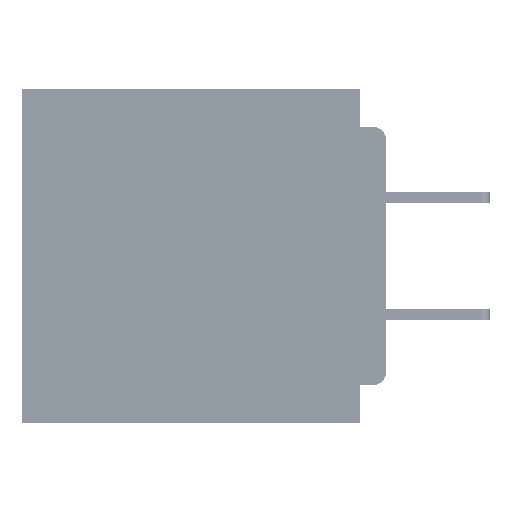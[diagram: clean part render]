
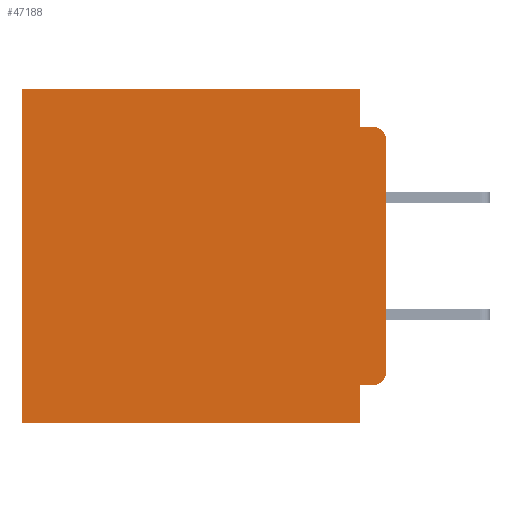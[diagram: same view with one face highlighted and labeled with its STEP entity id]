
A CAD part, left-side view. The second image highlights one B-rep face of the part: STEP entity #47188.
In plain terms, the highlighted planar face has unit normal (-1, 0, 0).
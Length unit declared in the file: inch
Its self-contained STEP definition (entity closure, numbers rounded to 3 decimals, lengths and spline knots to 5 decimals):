
#1489 = VERTEX_POINT ( 'NONE', #36905 ) ;
#2860 = LINE ( 'NONE', #44257, #58671 ) ;
#3540 = EDGE_CURVE ( 'NONE', #10872, #45985, #5054, .T. ) ;
#5054 = LINE ( 'NONE', #21794, #59125 ) ;
#6034 = VECTOR ( 'NONE', #40881, 39.37008 ) ;
#7865 = EDGE_CURVE ( 'NONE', #36244, #32232, #48838, .T. ) ;
#8282 = ORIENTED_EDGE ( 'NONE', *, *, #3540, .F. ) ;
#8469 = CARTESIAN_POINT ( 'NONE',  ( 0.3, 0.031, -0.4 ) ) ;
#10266 = DIRECTION ( 'NONE',  ( 0., 0., -1. ) ) ;
#10582 = DIRECTION ( 'NONE',  ( 0., 0., -1. ) ) ;
#10872 = VERTEX_POINT ( 'NONE', #18962 ) ;
#12668 = VERTEX_POINT ( 'NONE', #22236 ) ;
#14790 = VECTOR ( 'NONE', #52383, 39.37008 ) ;
#16297 = CARTESIAN_POINT ( 'NONE',  ( 0.3, 0., -0.4 ) ) ;
#17024 = VERTEX_POINT ( 'NONE', #52372 ) ;
#17362 = CARTESIAN_POINT ( 'NONE',  ( 0.3, 0.015, -0.06 ) ) ;
#17567 = DIRECTION ( 'NONE',  ( 0., 1., 0. ) ) ;
#18558 = CARTESIAN_POINT ( 'NONE',  ( 0.3, 0.031, 0. ) ) ;
#18962 = CARTESIAN_POINT ( 'NONE',  ( 0.3, 0.031, -0.045 ) ) ;
#19913 = VECTOR ( 'NONE', #21721, 39.37008 ) ;
#20399 = LINE ( 'NONE', #62380, #6034 ) ;
#21721 = DIRECTION ( 'NONE',  ( 0., 0., -1. ) ) ;
#21762 = VECTOR ( 'NONE', #10266, 39.37008 ) ;
#21794 = CARTESIAN_POINT ( 'NONE',  ( 0.3, 0., -0.045 ) ) ;
#22236 = CARTESIAN_POINT ( 'NONE',  ( 0.3, 0.437, -0.4 ) ) ;
#22492 = EDGE_CURVE ( 'NONE', #42023, #17024, #65042, .T. ) ;
#22790 = DIRECTION ( 'NONE',  ( 0., 0., -1. ) ) ;
#22793 = CARTESIAN_POINT ( 'NONE',  ( 0.3, 0.437, 0. ) ) ;
#25198 = CARTESIAN_POINT ( 'NONE',  ( 0.3, 0., -0.4 ) ) ;
#25791 = EDGE_CURVE ( 'NONE', #61417, #12668, #34981, .T. ) ;
#26274 = AXIS2_PLACEMENT_3D ( 'NONE', #53604, #42890, #10582 ) ;
#27243 = DIRECTION ( 'NONE',  ( 0., -1., 0. ) ) ;
#28102 = VERTEX_POINT ( 'NONE', #18558 ) ;
#30396 = ORIENTED_EDGE ( 'NONE', *, *, #65943, .F. ) ;
#30912 = CARTESIAN_POINT ( 'NONE',  ( 0.3, 0.015, -0.355 ) ) ;
#30972 = CARTESIAN_POINT ( 'NONE',  ( 0.3, 0.015, -0.34 ) ) ;
#32185 = ORIENTED_EDGE ( 'NONE', *, *, #7865, .F. ) ;
#32232 = VERTEX_POINT ( 'NONE', #8469 ) ;
#32424 = CARTESIAN_POINT ( 'NONE',  ( 0.3, 0.015, -0.045 ) ) ;
#33302 = VECTOR ( 'NONE', #60947, 39.37008 ) ;
#34042 = ORIENTED_EDGE ( 'NONE', *, *, #25791, .T. ) ;
#34981 = LINE ( 'NONE', #44431, #33302 ) ;
#36244 = VERTEX_POINT ( 'NONE', #56960 ) ;
#36382 = DIRECTION ( 'NONE',  ( 0., 0., -1. ) ) ;
#36905 = CARTESIAN_POINT ( 'NONE',  ( 0.3, 0., -0.06 ) ) ;
#37475 = PLANE ( 'NONE',  #26274 ) ;
#38619 = AXIS2_PLACEMENT_3D ( 'NONE', #17362, #55175, #22790 ) ;
#39665 = ORIENTED_EDGE ( 'NONE', *, *, #58054, .T. ) ;
#39832 = ORIENTED_EDGE ( 'NONE', *, *, #43247, .F. ) ;
#40881 = DIRECTION ( 'NONE',  ( 0., 1., 0. ) ) ;
#42023 = VERTEX_POINT ( 'NONE', #30912 ) ;
#42589 = CARTESIAN_POINT ( 'NONE',  ( 0.3, 0.031, -0.4 ) ) ;
#42890 = DIRECTION ( 'NONE',  ( 1., 0., 0. ) ) ;
#43026 = EDGE_CURVE ( 'NONE', #28102, #61417, #51731, .T. ) ;
#43247 = EDGE_CURVE ( 'NONE', #42023, #36244, #20399, .T. ) ;
#43366 = AXIS2_PLACEMENT_3D ( 'NONE', #30972, #68686, #36382 ) ;
#43582 = ORIENTED_EDGE ( 'NONE', *, *, #52521, .F. ) ;
#44257 = CARTESIAN_POINT ( 'NONE',  ( 0.3, 0.031, 0. ) ) ;
#44431 = CARTESIAN_POINT ( 'NONE',  ( 0.3, 0.437, -0.4 ) ) ;
#45171 = LINE ( 'NONE', #25198, #14790 ) ;
#45985 = VERTEX_POINT ( 'NONE', #32424 ) ;
#46700 = EDGE_CURVE ( 'NONE', #1489, #17024, #48680, .T. ) ;
#47188 = ADVANCED_FACE ( 'NONE', ( #62915 ), #37475, .F. ) ;
#48344 = VECTOR ( 'NONE', #17567, 39.37008 ) ;
#48680 = LINE ( 'NONE', #16297, #19913 ) ;
#48838 = LINE ( 'NONE', #42589, #21762 ) ;
#50403 = EDGE_LOOP ( 'NONE', ( #66017, #39665, #8282, #30396, #58590, #34042, #43582, #32185, #39832, #57506 ) ) ;
#51731 = LINE ( 'NONE', #65921, #48344 ) ;
#52372 = CARTESIAN_POINT ( 'NONE',  ( 0.3, 0., -0.34 ) ) ;
#52383 = DIRECTION ( 'NONE',  ( 0., 1., 0. ) ) ;
#52521 = EDGE_CURVE ( 'NONE', #32232, #12668, #45171, .T. ) ;
#53604 = CARTESIAN_POINT ( 'NONE',  ( 0.3, 0., -0.4 ) ) ;
#55175 = DIRECTION ( 'NONE',  ( -1., 0., 0. ) ) ;
#56960 = CARTESIAN_POINT ( 'NONE',  ( 0.3, 0.031, -0.355 ) ) ;
#57506 = ORIENTED_EDGE ( 'NONE', *, *, #22492, .T. ) ;
#58054 = EDGE_CURVE ( 'NONE', #1489, #45985, #59472, .T. ) ;
#58590 = ORIENTED_EDGE ( 'NONE', *, *, #43026, .T. ) ;
#58671 = VECTOR ( 'NONE', #60562, 39.37008 ) ;
#59125 = VECTOR ( 'NONE', #27243, 39.37008 ) ;
#59472 = CIRCLE ( 'NONE', #38619, 0.015 ) ;
#60562 = DIRECTION ( 'NONE',  ( 0., 0., -1. ) ) ;
#60947 = DIRECTION ( 'NONE',  ( 0., 0., -1. ) ) ;
#61417 = VERTEX_POINT ( 'NONE', #22793 ) ;
#62380 = CARTESIAN_POINT ( 'NONE',  ( 0.3, 0., -0.355 ) ) ;
#62915 = FACE_OUTER_BOUND ( 'NONE', #50403, .T. ) ;
#65042 = CIRCLE ( 'NONE', #43366, 0.015 ) ;
#65921 = CARTESIAN_POINT ( 'NONE',  ( 0.3, 0., 0. ) ) ;
#65943 = EDGE_CURVE ( 'NONE', #28102, #10872, #2860, .T. ) ;
#66017 = ORIENTED_EDGE ( 'NONE', *, *, #46700, .F. ) ;
#68686 = DIRECTION ( 'NONE',  ( -1., 0., 0. ) ) ;
